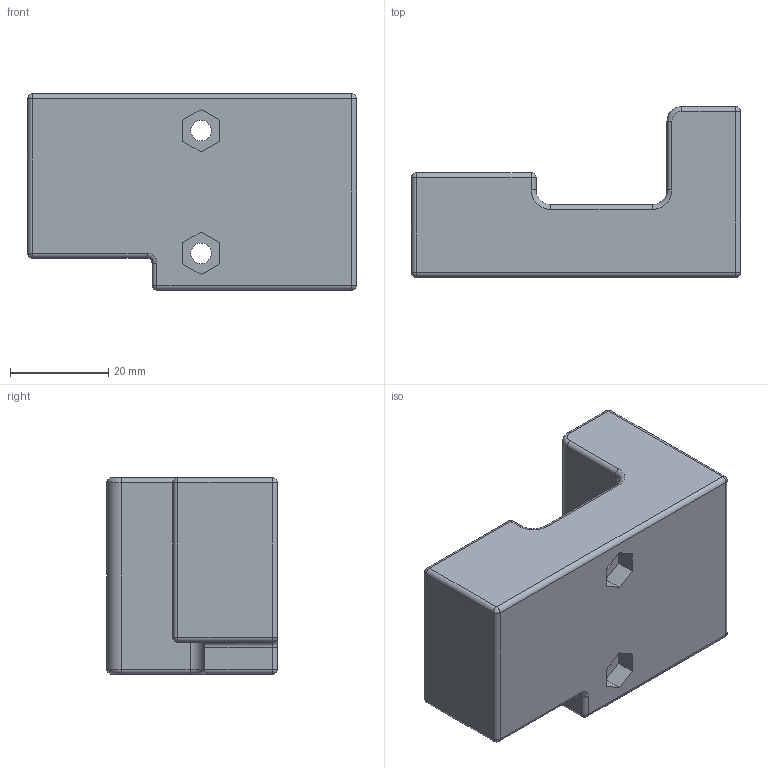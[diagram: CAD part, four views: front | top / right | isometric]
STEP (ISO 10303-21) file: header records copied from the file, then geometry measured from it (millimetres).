
FILE_DESCRIPTION (( 'STEP AP214' ), '1' );
FILE_NAME ('X_frame_clamp.STEP', '2021-01-13T20:49:42', ( '' ), ( '' ), 'SwSTEP 2.0', 'SolidWorks 2019', '' );
FILE_SCHEMA (( 'AUTOMOTIVE_DESIGN' ));
Length unit declared in the file: millimetre
Products named in the file (1): X_frame_clamp
Bounding box: 67.09 x 34.8 x 40 mm (x, y, z)
Volume: 54050.5 mm3; surface area: 11190.2 mm2
Topology: 1 solids, 1 shells, 78 faces, 185 edges, 99 vertices
Faces by surface type: cylinder 33, plane 26, sphere 11, torus 7, bspline 1
Entity records: 2197 total; most frequent: CARTESIAN_POINT 407, DIRECTION 394, ORIENTED_EDGE 346, EDGE_CURVE 173, AXIS2_PLACEMENT_3D 148, VERTEX_POINT 99, VECTOR 98, LINE 98
